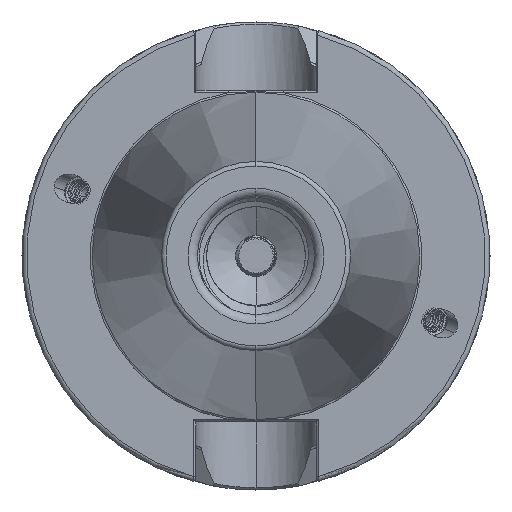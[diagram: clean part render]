
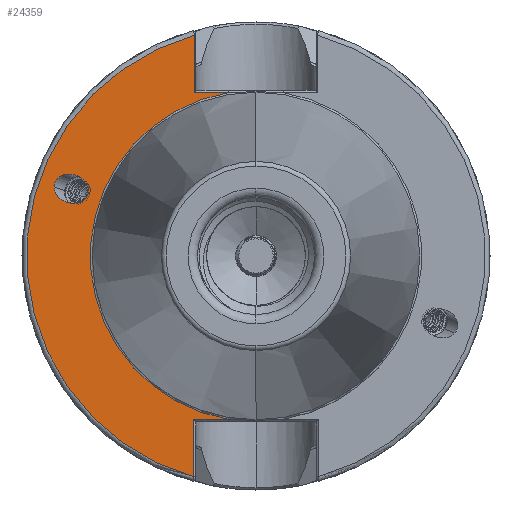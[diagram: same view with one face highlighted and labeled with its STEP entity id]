
A CAD part, left-side view. The second image highlights one B-rep face of the part: STEP entity #24359.
In plain terms, the highlighted planar face has unit normal (-1, 0, 0).
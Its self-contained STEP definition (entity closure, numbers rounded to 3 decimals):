
#1772 = DIRECTION ( 'NONE',  ( 0., 1., 0. ) ) ;
#1787 = CARTESIAN_POINT ( 'NONE',  ( 0., 12.85, 34.9 ) ) ;
#1943 = CARTESIAN_POINT ( 'NONE',  ( 0., 13.194, 47.285 ) ) ;
#1975 = CARTESIAN_POINT ( 'NONE',  ( 0., 35.968, 13.091 ) ) ;
#1979 = DIRECTION ( 'NONE',  ( 0., 0., 1. ) ) ;
#2076 = CARTESIAN_POINT ( 'NONE',  ( 0., 13.279, 0. ) ) ;
#2217 = DIRECTION ( 'NONE',  ( 0., 0., 1. ) ) ;
#2340 = DIRECTION ( 'NONE',  ( -1., 0., 0. ) ) ;
#2346 = DIRECTION ( 'NONE',  ( 0., 0., 1. ) ) ;
#2371 = CARTESIAN_POINT ( 'NONE',  ( 0., 0., 0. ) ) ;
#2736 = CARTESIAN_POINT ( 'NONE',  ( 0., 0., 0. ) ) ;
#2743 = CARTESIAN_POINT ( 'NONE',  ( 0., 37.57, 8.69 ) ) ;
#3045 =( BOUNDED_CURVE ( )  B_SPLINE_CURVE ( 3, ( #11564, #11565, #11551, #11531 ),
 .UNSPECIFIED., .F., .T. ) 
 B_SPLINE_CURVE_WITH_KNOTS ( ( 4, 4 ),
 ( 5.993, 6.283 ),
 .UNSPECIFIED. ) 
 CURVE ( )  GEOMETRIC_REPRESENTATION_ITEM ( )  RATIONAL_B_SPLINE_CURVE ( ( 1., 0.993, 0.993, 1. ) ) 
 REPRESENTATION_ITEM ( '' )  );
#3126 =( BOUNDED_CURVE ( )  B_SPLINE_CURVE ( 3, ( #15091, #15115, #15094, #15082 ),
 .UNSPECIFIED., .F., .T. ) 
 B_SPLINE_CURVE_WITH_KNOTS ( ( 4, 4 ),
 ( 2.852, 5.993 ),
 .UNSPECIFIED. ) 
 CURVE ( )  GEOMETRIC_REPRESENTATION_ITEM ( )  RATIONAL_B_SPLINE_CURVE ( ( 1., 0.333, 0.333, 1. ) ) 
 REPRESENTATION_ITEM ( '' )  );
#3343 =( BOUNDED_CURVE ( )  B_SPLINE_CURVE ( 3, ( #1975, #2743, #20237, #20247 ),
 .UNSPECIFIED., .F., .T. ) 
 B_SPLINE_CURVE_WITH_KNOTS ( ( 4, 4 ),
 ( 0., 2.852 ),
 .UNSPECIFIED. ) 
 CURVE ( )  GEOMETRIC_REPRESENTATION_ITEM ( )  RATIONAL_B_SPLINE_CURVE ( ( 1., 0.43, 0.43, 1. ) ) 
 REPRESENTATION_ITEM ( '' )  );
#3375 = EDGE_LOOP ( 'NONE', ( #26591, #26556, #26542 ) ) ;
#3391 = EDGE_LOOP ( 'NONE', ( #26598, #26569, #26573, #26545, #26548, #26579 ) ) ;
#4102 = CARTESIAN_POINT ( 'NONE',  ( 0., 13.279, -34.9 ) ) ;
#4107 = CARTESIAN_POINT ( 'NONE',  ( 0., 5.916, -34.9 ) ) ;
#4113 = CARTESIAN_POINT ( 'NONE',  ( 0., 13.279, -47.166 ) ) ;
#4172 = CARTESIAN_POINT ( 'NONE',  ( 0., 13.194, 47.19 ) ) ;
#4174 = CARTESIAN_POINT ( 'NONE',  ( 0., 13.194, 34.9 ) ) ;
#6170 = VERTEX_POINT ( 'NONE', #4102 ) ;
#6178 = VERTEX_POINT ( 'NONE', #4113 ) ;
#6179 = VERTEX_POINT ( 'NONE', #4107 ) ;
#6203 = VERTEX_POINT ( 'NONE', #4174 ) ;
#6230 = VERTEX_POINT ( 'NONE', #4172 ) ;
#10503 = CARTESIAN_POINT ( 'NONE',  ( 0., 43.118, 14.766 ) ) ;
#10531 = CARTESIAN_POINT ( 'NONE',  ( 0., 35.816, 13.963 ) ) ;
#10588 = CARTESIAN_POINT ( 'NONE',  ( 0., 35.968, 13.091 ) ) ;
#11531 = CARTESIAN_POINT ( 'NONE',  ( 0., 35.968, 13.091 ) ) ;
#11551 = CARTESIAN_POINT ( 'NONE',  ( 0., 35.867, 13.369 ) ) ;
#11564 = CARTESIAN_POINT ( 'NONE',  ( 0., 35.816, 13.963 ) ) ;
#11565 = CARTESIAN_POINT ( 'NONE',  ( 0., 35.816, 13.662 ) ) ;
#13942 = VECTOR ( 'NONE', #2217, 1000. ) ;
#13946 = VECTOR ( 'NONE', #1772, 1000. ) ;
#13949 = VECTOR ( 'NONE', #1979, 1000. ) ;
#13952 = LINE ( 'NONE', #2076, #13942 ) ;
#13954 = LINE ( 'NONE', #1943, #13949 ) ;
#13958 = LINE ( 'NONE', #1787, #13946 ) ;
#13986 = LINE ( 'NONE', #20240, #13993 ) ;
#13993 = VECTOR ( 'NONE', #20251, 1000. ) ;
#14024 = CIRCLE ( 'NONE', #24928, 35.398 ) ;
#14035 = CIRCLE ( 'NONE', #24885, 49. ) ;
#15082 = CARTESIAN_POINT ( 'NONE',  ( 0., 35.816, 13.963 ) ) ;
#15091 = CARTESIAN_POINT ( 'NONE',  ( 0., 43.118, 14.766 ) ) ;
#15094 = CARTESIAN_POINT ( 'NONE',  ( 0., 35.816, 20.184 ) ) ;
#15115 = CARTESIAN_POINT ( 'NONE',  ( 0., 43.118, 20.987 ) ) ;
#16117 = CARTESIAN_POINT ( 'NONE',  ( 0., 5.916, 34.9 ) ) ;
#17121 = CARTESIAN_POINT ( 'NONE',  ( 0., 35.398, 0. ) ) ;
#17146 = PLANE ( 'NONE',  #24992 ) ;
#17148 = DIRECTION ( 'NONE',  ( 1., 0., 0. ) ) ;
#17153 = DIRECTION ( 'NONE',  ( 0., 0., -1. ) ) ;
#20237 = CARTESIAN_POINT ( 'NONE',  ( 0., 43.118, 9.99 ) ) ;
#20240 = CARTESIAN_POINT ( 'NONE',  ( 0., 35.398, -34.9 ) ) ;
#20247 = CARTESIAN_POINT ( 'NONE',  ( 0., 43.118, 14.766 ) ) ;
#20251 = DIRECTION ( 'NONE',  ( 0., -1., 0. ) ) ;
#23588 = EDGE_CURVE ( 'NONE', #30985, #31050, #3045, .T. ) ;
#23693 = EDGE_CURVE ( 'NONE', #30983, #30985, #3126, .T. ) ;
#24021 = EDGE_CURVE ( 'NONE', #26710, #6203, #13958, .T. ) ;
#24031 = EDGE_CURVE ( 'NONE', #6203, #6230, #13954, .T. ) ;
#24046 = EDGE_CURVE ( 'NONE', #6178, #6170, #13952, .T. ) ;
#24066 = EDGE_CURVE ( 'NONE', #6230, #6178, #14035, .T. ) ;
#24110 = EDGE_CURVE ( 'NONE', #26710, #6179, #14024, .T. ) ;
#24111 = EDGE_CURVE ( 'NONE', #31050, #30983, #3343, .T. ) ;
#24112 = EDGE_CURVE ( 'NONE', #6170, #6179, #13986, .T. ) ;
#24359 = ADVANCED_FACE ( 'NONE', ( #30150, #30093 ), #17146, .F. ) ;
#24885 = AXIS2_PLACEMENT_3D ( 'NONE', #2371, #2340, #2346 ) ;
#24928 = AXIS2_PLACEMENT_3D ( 'NONE', #2736, #29399, #29418 ) ;
#24992 = AXIS2_PLACEMENT_3D ( 'NONE', #17121, #17148, #17153 ) ;
#26542 = ORIENTED_EDGE ( 'NONE', *, *, #23588, .T. ) ;
#26545 = ORIENTED_EDGE ( 'NONE', *, *, #24110, .F. ) ;
#26548 = ORIENTED_EDGE ( 'NONE', *, *, #24021, .T. ) ;
#26556 = ORIENTED_EDGE ( 'NONE', *, *, #23693, .T. ) ;
#26569 = ORIENTED_EDGE ( 'NONE', *, *, #24046, .T. ) ;
#26573 = ORIENTED_EDGE ( 'NONE', *, *, #24112, .T. ) ;
#26579 = ORIENTED_EDGE ( 'NONE', *, *, #24031, .T. ) ;
#26591 = ORIENTED_EDGE ( 'NONE', *, *, #24111, .T. ) ;
#26598 = ORIENTED_EDGE ( 'NONE', *, *, #24066, .T. ) ;
#26710 = VERTEX_POINT ( 'NONE', #16117 ) ;
#29399 = DIRECTION ( 'NONE',  ( -1., 0., 0. ) ) ;
#29418 = DIRECTION ( 'NONE',  ( 0., 0., 1. ) ) ;
#30093 = FACE_OUTER_BOUND ( 'NONE', #3391, .T. ) ;
#30150 = FACE_BOUND ( 'NONE', #3375, .T. ) ;
#30983 = VERTEX_POINT ( 'NONE', #10503 ) ;
#30985 = VERTEX_POINT ( 'NONE', #10531 ) ;
#31050 = VERTEX_POINT ( 'NONE', #10588 ) ;
